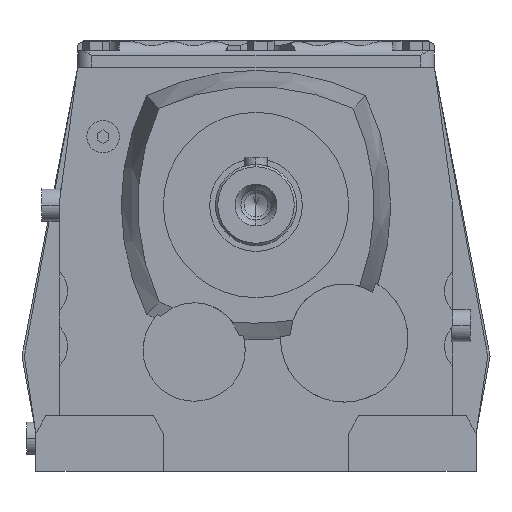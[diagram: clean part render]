
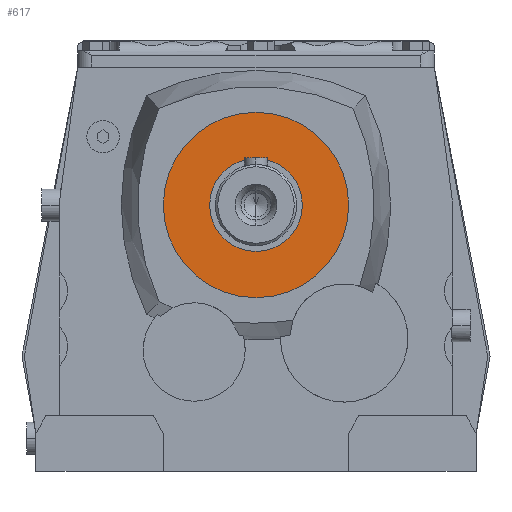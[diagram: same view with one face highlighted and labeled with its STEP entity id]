
A CAD part, left-side view. The second image highlights one B-rep face of the part: STEP entity #617.
In plain terms, the highlighted planar face has unit normal (-1, 0, 0).
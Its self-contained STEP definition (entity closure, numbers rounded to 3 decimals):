
#617=ADVANCED_FACE('',(#1503,#1504),#1505,.T.);
#1503=FACE_OUTER_BOUND('',#2683,.T.);
#1504=FACE_BOUND('',#2684,.T.);
#1505=PLANE('',#2685);
#2683=EDGE_LOOP('',(#4557,#4558));
#2684=EDGE_LOOP('',(#4559,#4560));
#2685=AXIS2_PLACEMENT_3D('',#4561,#4562,#4563);
#4557=ORIENTED_EDGE('',*,*,#7508,.T.);
#4558=ORIENTED_EDGE('',*,*,#7271,.T.);
#4559=ORIENTED_EDGE('',*,*,#7278,.T.);
#4560=ORIENTED_EDGE('',*,*,#7505,.T.);
#4561=CARTESIAN_POINT('',(3.5,0.0,0.0));
#4562=DIRECTION('',(-1.0,0.0,0.0));
#4563=DIRECTION('',(0.0,-1.0,0.0));
#7271=EDGE_CURVE('',#8785,#8782,#8786,.T.);
#7278=EDGE_CURVE('',#8792,#8796,#8798,.T.);
#7505=EDGE_CURVE('',#8796,#8792,#9130,.T.);
#7508=EDGE_CURVE('',#8782,#8785,#9133,.T.);
#8782=VERTEX_POINT('',#11228);
#8785=VERTEX_POINT('',#11232);
#8786=CIRCLE('',#11233,40.0);
#8792=VERTEX_POINT('',#11240);
#8796=VERTEX_POINT('',#11245);
#8798=CIRCLE('',#11248,20.0);
#9130=CIRCLE('',#11869,20.0);
#9133=CIRCLE('',#11872,40.0);
#11228=CARTESIAN_POINT('',(3.5,40.0,0.0));
#11232=CARTESIAN_POINT('',(3.5,-40.0,0.));
#11233=AXIS2_PLACEMENT_3D('',#14390,#14391,#14392);
#11240=CARTESIAN_POINT('',(3.5,20.0,0.0));
#11245=CARTESIAN_POINT('',(3.5,-20.0,0.));
#11248=AXIS2_PLACEMENT_3D('',#14402,#14403,#14404);
#11869=AXIS2_PLACEMENT_3D('',#14661,#14662,#14663);
#11872=AXIS2_PLACEMENT_3D('',#14667,#14668,#14669);
#14390=CARTESIAN_POINT('',(3.5,0.0,0.0));
#14391=DIRECTION('',(-1.0,0.0,0.0));
#14392=DIRECTION('',(0.0,1.0,0.0));
#14402=CARTESIAN_POINT('',(3.5,0.0,0.0));
#14403=DIRECTION('',(1.0,0.0,0.0));
#14404=DIRECTION('',(0.0,1.0,0.0));
#14661=CARTESIAN_POINT('',(3.5,0.0,0.0));
#14662=DIRECTION('',(1.0,0.0,0.0));
#14663=DIRECTION('',(0.0,1.0,0.0));
#14667=CARTESIAN_POINT('',(3.5,0.0,0.0));
#14668=DIRECTION('',(-1.0,0.0,0.0));
#14669=DIRECTION('',(0.0,1.0,0.0));
